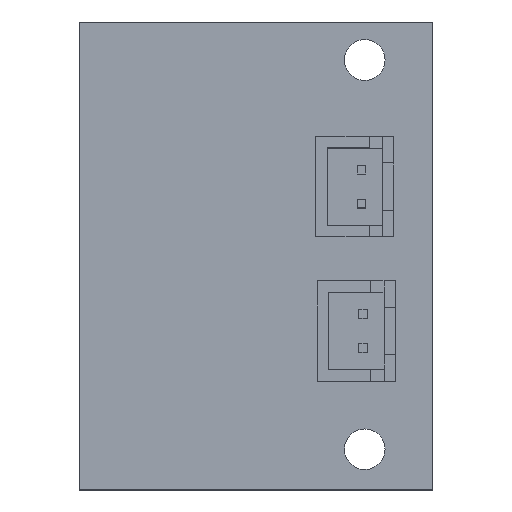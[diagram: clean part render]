
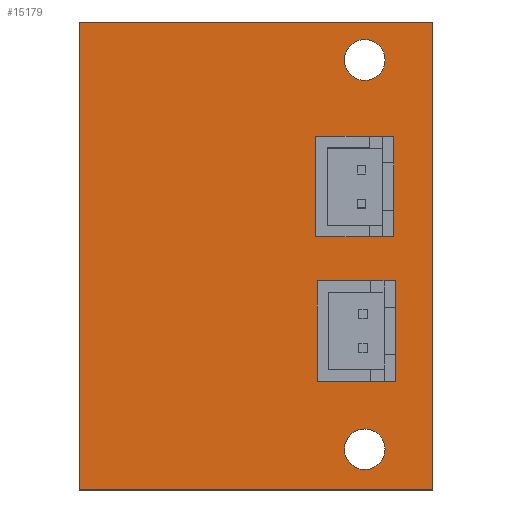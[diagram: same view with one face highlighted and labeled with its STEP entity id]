
A CAD part, top view. The second image highlights one B-rep face of the part: STEP entity #15179.
In plain terms, the highlighted planar face has unit normal (0, 0, 1).
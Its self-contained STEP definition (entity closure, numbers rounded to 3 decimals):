
#14834 = VERTEX_POINT('',#14835);
#14835 = CARTESIAN_POINT('',(-0.027,0.,0.));
#14841 = EDGE_CURVE('',#14834,#14842,#14844,.T.);
#14842 = VERTEX_POINT('',#14843);
#14843 = CARTESIAN_POINT('',(26.,0.,0.));
#14844 = LINE('',#14845,#14846);
#14845 = CARTESIAN_POINT('',(-0.027,0.,0.));
#14846 = VECTOR('',#14847,1.);
#14847 = DIRECTION('',(1.,0.,0.));
#14872 = EDGE_CURVE('',#14842,#14873,#14875,.T.);
#14873 = VERTEX_POINT('',#14874);
#14874 = CARTESIAN_POINT('',(26.,34.5,0.));
#14875 = LINE('',#14876,#14877);
#14876 = CARTESIAN_POINT('',(26.,0.,0.));
#14877 = VECTOR('',#14878,1.);
#14878 = DIRECTION('',(0.,1.,0.));
#14903 = EDGE_CURVE('',#14873,#14904,#14906,.T.);
#14904 = VERTEX_POINT('',#14905);
#14905 = CARTESIAN_POINT('',(-0.027,34.5,0.));
#14906 = LINE('',#14907,#14908);
#14907 = CARTESIAN_POINT('',(26.,34.5,0.));
#14908 = VECTOR('',#14909,1.);
#14909 = DIRECTION('',(-1.,0.,0.));
#14934 = EDGE_CURVE('',#14904,#14834,#14935,.T.);
#14935 = LINE('',#14936,#14937);
#14936 = CARTESIAN_POINT('',(-0.027,34.5,0.));
#14937 = VECTOR('',#14938,1.);
#14938 = DIRECTION('',(0.,-1.,0.));
#14958 = VERTEX_POINT('',#14959);
#14959 = CARTESIAN_POINT('',(22.5,3.,0.));
#14965 = EDGE_CURVE('',#14958,#14958,#14966,.T.);
#14966 = CIRCLE('',#14967,1.5);
#14967 = AXIS2_PLACEMENT_3D('',#14968,#14969,#14970);
#14968 = CARTESIAN_POINT('',(21.,3.,0.));
#14969 = DIRECTION('',(0.,0.,1.));
#14970 = DIRECTION('',(1.,0.,0.));
#14991 = VERTEX_POINT('',#14992);
#14992 = CARTESIAN_POINT('',(21.3,23.6,0.));
#14998 = EDGE_CURVE('',#14991,#14991,#14999,.T.);
#14999 = CIRCLE('',#15000,0.5);
#15000 = AXIS2_PLACEMENT_3D('',#15001,#15002,#15003);
#15001 = CARTESIAN_POINT('',(20.8,23.6,0.));
#15002 = DIRECTION('',(0.,0.,1.));
#15003 = DIRECTION('',(1.,0.,0.));
#15024 = VERTEX_POINT('',#15025);
#15025 = CARTESIAN_POINT('',(22.5,31.7,0.));
#15031 = EDGE_CURVE('',#15024,#15024,#15032,.T.);
#15032 = CIRCLE('',#15033,1.5);
#15033 = AXIS2_PLACEMENT_3D('',#15034,#15035,#15036);
#15034 = CARTESIAN_POINT('',(21.,31.7,0.));
#15035 = DIRECTION('',(0.,0.,1.));
#15036 = DIRECTION('',(1.,0.,0.));
#15057 = VERTEX_POINT('',#15058);
#15058 = CARTESIAN_POINT('',(21.4,10.45,0.));
#15064 = EDGE_CURVE('',#15057,#15057,#15065,.T.);
#15065 = CIRCLE('',#15066,0.5);
#15066 = AXIS2_PLACEMENT_3D('',#15067,#15068,#15069);
#15067 = CARTESIAN_POINT('',(20.9,10.45,0.));
#15068 = DIRECTION('',(0.,0.,1.));
#15069 = DIRECTION('',(1.,0.,0.));
#15090 = VERTEX_POINT('',#15091);
#15091 = CARTESIAN_POINT('',(21.3,21.1,0.));
#15097 = EDGE_CURVE('',#15090,#15090,#15098,.T.);
#15098 = CIRCLE('',#15099,0.5);
#15099 = AXIS2_PLACEMENT_3D('',#15100,#15101,#15102);
#15100 = CARTESIAN_POINT('',(20.8,21.1,0.));
#15101 = DIRECTION('',(0.,0.,1.));
#15102 = DIRECTION('',(1.,0.,0.));
#15123 = VERTEX_POINT('',#15124);
#15124 = CARTESIAN_POINT('',(21.4,12.95,0.));
#15130 = EDGE_CURVE('',#15123,#15123,#15131,.T.);
#15131 = CIRCLE('',#15132,0.5);
#15132 = AXIS2_PLACEMENT_3D('',#15133,#15134,#15135);
#15133 = CARTESIAN_POINT('',(20.9,12.95,0.));
#15134 = DIRECTION('',(0.,0.,1.));
#15135 = DIRECTION('',(1.,0.,0.));
#15179 = ADVANCED_FACE('',(#15180,#15186,#15189,#15192,#15195,#15198,
    #15201),#15204,.F.);
#15180 = FACE_BOUND('',#15181,.T.);
#15181 = EDGE_LOOP('',(#15182,#15183,#15184,#15185));
#15182 = ORIENTED_EDGE('',*,*,#14841,.T.);
#15183 = ORIENTED_EDGE('',*,*,#14872,.T.);
#15184 = ORIENTED_EDGE('',*,*,#14903,.T.);
#15185 = ORIENTED_EDGE('',*,*,#14934,.T.);
#15186 = FACE_BOUND('',#15187,.F.);
#15187 = EDGE_LOOP('',(#15188));
#15188 = ORIENTED_EDGE('',*,*,#14965,.T.);
#15189 = FACE_BOUND('',#15190,.F.);
#15190 = EDGE_LOOP('',(#15191));
#15191 = ORIENTED_EDGE('',*,*,#14998,.T.);
#15192 = FACE_BOUND('',#15193,.F.);
#15193 = EDGE_LOOP('',(#15194));
#15194 = ORIENTED_EDGE('',*,*,#15031,.T.);
#15195 = FACE_BOUND('',#15196,.F.);
#15196 = EDGE_LOOP('',(#15197));
#15197 = ORIENTED_EDGE('',*,*,#15064,.T.);
#15198 = FACE_BOUND('',#15199,.F.);
#15199 = EDGE_LOOP('',(#15200));
#15200 = ORIENTED_EDGE('',*,*,#15097,.T.);
#15201 = FACE_BOUND('',#15202,.F.);
#15202 = EDGE_LOOP('',(#15203));
#15203 = ORIENTED_EDGE('',*,*,#15130,.T.);
#15204 = PLANE('',#15205);
#15205 = AXIS2_PLACEMENT_3D('',#15206,#15207,#15208);
#15206 = CARTESIAN_POINT('',(-0.027,0.,0.));
#15207 = DIRECTION('',(0.,0.,-1.));
#15208 = DIRECTION('',(-1.,0.,0.));
